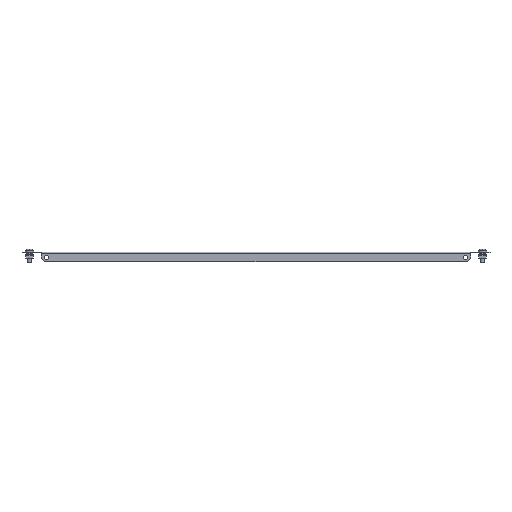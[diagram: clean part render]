
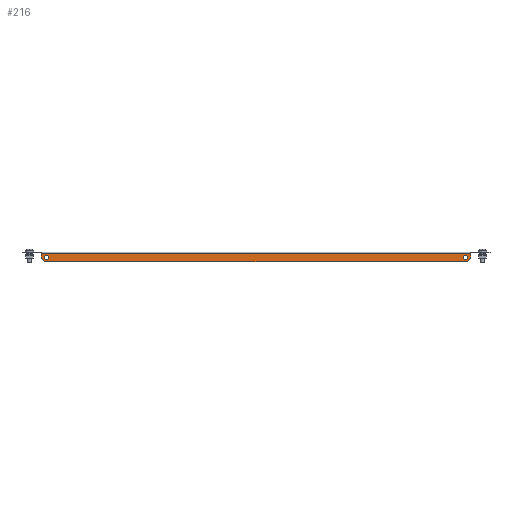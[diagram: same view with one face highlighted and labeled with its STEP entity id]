
A CAD part, front view. The second image highlights one B-rep face of the part: STEP entity #216.
In plain terms, the highlighted planar face has unit normal (0, -1, 0).
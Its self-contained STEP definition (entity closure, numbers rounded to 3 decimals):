
#70 = EDGE_LOOP ( 'NONE', ( #1794, #6463 ) ) ;
#106 = DIRECTION ( 'NONE',  ( 0., 0., -1. ) ) ;
#151 = VECTOR ( 'NONE', #4791, 1000. ) ;
#198 = LINE ( 'NONE', #7226, #7916 ) ;
#216 = ADVANCED_FACE ( 'NONE', ( #6928, #3792, #6340 ), #3837, .T. ) ;
#330 = VERTEX_POINT ( 'NONE', #6546 ) ;
#444 = AXIS2_PLACEMENT_3D ( 'NONE', #6098, #3559, #1181 ) ;
#447 = VERTEX_POINT ( 'NONE', #4598 ) ;
#627 = EDGE_LOOP ( 'NONE', ( #3567, #5725, #5174, #4247, #7623, #1520 ) ) ;
#631 = EDGE_CURVE ( 'NONE', #330, #3243, #7319, .T. ) ;
#707 = CARTESIAN_POINT ( 'NONE',  ( -315., -124.5, -2. ) ) ;
#925 = EDGE_CURVE ( 'NONE', #6481, #447, #7702, .T. ) ;
#1181 = DIRECTION ( 'NONE',  ( 0., 0., 1. ) ) ;
#1194 = VECTOR ( 'NONE', #6033, 1000. ) ;
#1460 = CARTESIAN_POINT ( 'NONE',  ( -315., -124.5, 0. ) ) ;
#1520 = ORIENTED_EDGE ( 'NONE', *, *, #5861, .T. ) ;
#1534 = DIRECTION ( 'NONE',  ( 0., 0., 1. ) ) ;
#1598 = CIRCLE ( 'NONE', #2104, 3.25 ) ;
#1599 = VECTOR ( 'NONE', #6897, 1000. ) ;
#1686 = AXIS2_PLACEMENT_3D ( 'NONE', #2838, #1700, #1534 ) ;
#1700 = DIRECTION ( 'NONE',  ( 0., -1., 0. ) ) ;
#1759 = DIRECTION ( 'NONE',  ( 0., 0., 1. ) ) ;
#1794 = ORIENTED_EDGE ( 'NONE', *, *, #5710, .T. ) ;
#2000 = EDGE_CURVE ( 'NONE', #3243, #6481, #6747, .T. ) ;
#2100 = EDGE_CURVE ( 'NONE', #5554, #7304, #5610, .T. ) ;
#2104 = AXIS2_PLACEMENT_3D ( 'NONE', #2294, #7385, #1759 ) ;
#2294 = CARTESIAN_POINT ( 'NONE',  ( -307., -124.5, -8. ) ) ;
#2513 = CIRCLE ( 'NONE', #7395, 3.25 ) ;
#2553 = DIRECTION ( 'NONE',  ( 0., 0., 1. ) ) ;
#2801 = CARTESIAN_POINT ( 'NONE',  ( -307., -124.5, -4.75 ) ) ;
#2838 = CARTESIAN_POINT ( 'NONE',  ( 307., -124.5, -8. ) ) ;
#3085 = CARTESIAN_POINT ( 'NONE',  ( 307., -124.5, -8. ) ) ;
#3243 = VERTEX_POINT ( 'NONE', #5823 ) ;
#3274 = VECTOR ( 'NONE', #106, 1000. ) ;
#3554 = VERTEX_POINT ( 'NONE', #6475 ) ;
#3559 = DIRECTION ( 'NONE',  ( 0., 1., 0. ) ) ;
#3567 = ORIENTED_EDGE ( 'NONE', *, *, #2100, .T. ) ;
#3631 = LINE ( 'NONE', #6241, #6961 ) ;
#3639 = VERTEX_POINT ( 'NONE', #8093 ) ;
#3744 = DIRECTION ( 'NONE',  ( 0., -1., 0. ) ) ;
#3792 = FACE_BOUND ( 'NONE', #70, .T. ) ;
#3837 = PLANE ( 'NONE',  #6708 ) ;
#3850 = EDGE_CURVE ( 'NONE', #7304, #330, #198, .T. ) ;
#4023 = EDGE_CURVE ( 'NONE', #3639, #7966, #6444, .T. ) ;
#4247 = ORIENTED_EDGE ( 'NONE', *, *, #2000, .T. ) ;
#4598 = CARTESIAN_POINT ( 'NONE',  ( -315., -124.5, -9. ) ) ;
#4791 = DIRECTION ( 'NONE',  ( 0., 0., 1. ) ) ;
#4892 = DIRECTION ( 'NONE',  ( 0., -1., 0. ) ) ;
#4945 = CIRCLE ( 'NONE', #1686, 3.25 ) ;
#5118 = ORIENTED_EDGE ( 'NONE', *, *, #6089, .F. ) ;
#5174 = ORIENTED_EDGE ( 'NONE', *, *, #631, .T. ) ;
#5184 = CARTESIAN_POINT ( 'NONE',  ( 0., -124.5, -14. ) ) ;
#5554 = VERTEX_POINT ( 'NONE', #6777 ) ;
#5610 = LINE ( 'NONE', #5184, #1599 ) ;
#5639 = DIRECTION ( 'NONE',  ( 0., 0., 1. ) ) ;
#5710 = EDGE_CURVE ( 'NONE', #7966, #3639, #1598, .T. ) ;
#5725 = ORIENTED_EDGE ( 'NONE', *, *, #3850, .T. ) ;
#5823 = CARTESIAN_POINT ( 'NONE',  ( 315., -124.5, -2. ) ) ;
#5861 = EDGE_CURVE ( 'NONE', #447, #5554, #3631, .T. ) ;
#6033 = DIRECTION ( 'NONE',  ( -1., 0., 0. ) ) ;
#6089 = EDGE_CURVE ( 'NONE', #3554, #6245, #4945, .T. ) ;
#6098 = CARTESIAN_POINT ( 'NONE',  ( -307., -124.5, -8. ) ) ;
#6241 = CARTESIAN_POINT ( 'NONE',  ( -162., -124.5, -162. ) ) ;
#6245 = VERTEX_POINT ( 'NONE', #6753 ) ;
#6295 = CARTESIAN_POINT ( 'NONE',  ( 0., -124.5, 0. ) ) ;
#6340 = FACE_OUTER_BOUND ( 'NONE', #627, .T. ) ;
#6444 = CIRCLE ( 'NONE', #444, 3.25 ) ;
#6463 = ORIENTED_EDGE ( 'NONE', *, *, #4023, .T. ) ;
#6475 = CARTESIAN_POINT ( 'NONE',  ( 307., -124.5, -4.75 ) ) ;
#6481 = VERTEX_POINT ( 'NONE', #707 ) ;
#6546 = CARTESIAN_POINT ( 'NONE',  ( 315., -124.5, -9. ) ) ;
#6645 = CARTESIAN_POINT ( 'NONE',  ( 315., -124.5, 0. ) ) ;
#6708 = AXIS2_PLACEMENT_3D ( 'NONE', #6295, #4892, #5639 ) ;
#6747 = LINE ( 'NONE', #7982, #1194 ) ;
#6753 = CARTESIAN_POINT ( 'NONE',  ( 307., -124.5, -11.25 ) ) ;
#6777 = CARTESIAN_POINT ( 'NONE',  ( -310., -124.5, -14. ) ) ;
#6799 = DIRECTION ( 'NONE',  ( 0.707, 0., -0.707 ) ) ;
#6897 = DIRECTION ( 'NONE',  ( 1., 0., 0. ) ) ;
#6928 = FACE_BOUND ( 'NONE', #7152, .T. ) ;
#6961 = VECTOR ( 'NONE', #6799, 1000. ) ;
#7022 = CARTESIAN_POINT ( 'NONE',  ( 310., -124.5, -14. ) ) ;
#7152 = EDGE_LOOP ( 'NONE', ( #5118, #7215 ) ) ;
#7215 = ORIENTED_EDGE ( 'NONE', *, *, #7796, .F. ) ;
#7226 = CARTESIAN_POINT ( 'NONE',  ( 162., -124.5, -162. ) ) ;
#7304 = VERTEX_POINT ( 'NONE', #7022 ) ;
#7319 = LINE ( 'NONE', #6645, #151 ) ;
#7385 = DIRECTION ( 'NONE',  ( 0., 1., 0. ) ) ;
#7395 = AXIS2_PLACEMENT_3D ( 'NONE', #3085, #3744, #2553 ) ;
#7623 = ORIENTED_EDGE ( 'NONE', *, *, #925, .T. ) ;
#7702 = LINE ( 'NONE', #1460, #3274 ) ;
#7796 = EDGE_CURVE ( 'NONE', #6245, #3554, #2513, .T. ) ;
#7801 = DIRECTION ( 'NONE',  ( 0.707, 0., 0.707 ) ) ;
#7916 = VECTOR ( 'NONE', #7801, 1000. ) ;
#7966 = VERTEX_POINT ( 'NONE', #2801 ) ;
#7982 = CARTESIAN_POINT ( 'NONE',  ( 0., -124.5, -2. ) ) ;
#8093 = CARTESIAN_POINT ( 'NONE',  ( -307., -124.5, -11.25 ) ) ;
